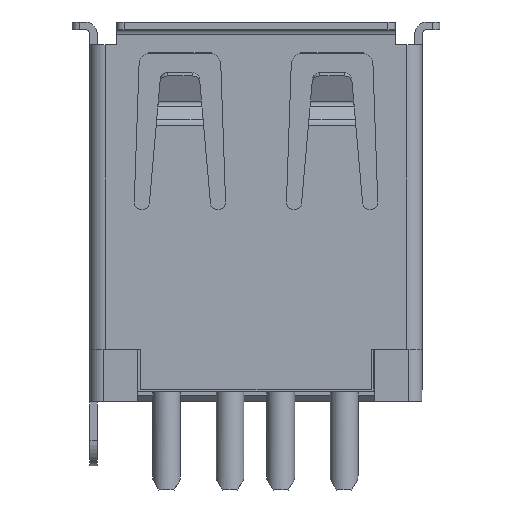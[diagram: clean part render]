
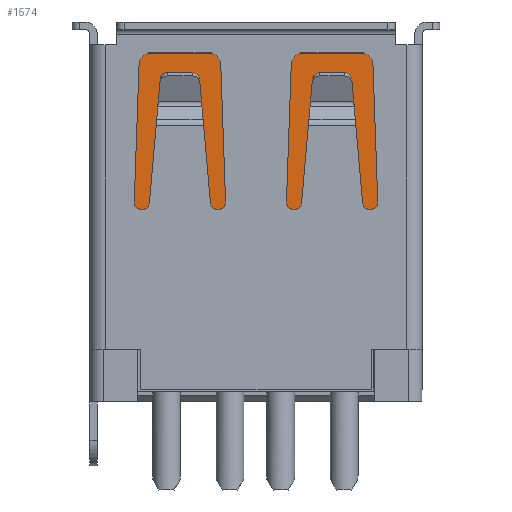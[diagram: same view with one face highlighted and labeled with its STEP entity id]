
A CAD part, left-side view. The second image highlights one B-rep face of the part: STEP entity #1574.
In plain terms, the highlighted planar face has unit normal (-1, 0, 0).
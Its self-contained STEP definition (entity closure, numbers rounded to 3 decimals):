
#77 = DIRECTION ( 'NONE',  ( -1., 0., 0. ) ) ;
#573 = EDGE_CURVE ( 'NONE', #5626, #9918, #17059, .T. ) ;
#1574 = ADVANCED_FACE ( 'NONE', ( #7249 ), #4131, .T. ) ;
#1582 = LINE ( 'NONE', #3882, #15151 ) ;
#1886 = ORIENTED_EDGE ( 'NONE', *, *, #9538, .T. ) ;
#3280 = CARTESIAN_POINT ( 'NONE',  ( -1.25, -9.221, 6.071 ) ) ;
#3882 = CARTESIAN_POINT ( 'NONE',  ( -1.25, 5.377, 13.542 ) ) ;
#4131 = PLANE ( 'NONE',  #7547 ) ;
#4636 = DIRECTION ( 'NONE',  ( 0., 1., 0. ) ) ;
#4828 = VERTEX_POINT ( 'NONE', #5151 ) ;
#5151 = CARTESIAN_POINT ( 'NONE',  ( -1.25, 5.377, 13.542 ) ) ;
#5626 = VERTEX_POINT ( 'NONE', #13829 ) ;
#7249 = FACE_OUTER_BOUND ( 'NONE', #15020, .T. ) ;
#7307 = VECTOR ( 'NONE', #12048, 1000. ) ;
#7547 = AXIS2_PLACEMENT_3D ( 'NONE', #16331, #77, #9555 ) ;
#8317 = DIRECTION ( 'NONE',  ( 0., 0., -1. ) ) ;
#8392 = ORIENTED_EDGE ( 'NONE', *, *, #573, .F. ) ;
#8951 = VECTOR ( 'NONE', #8317, 1000. ) ;
#8968 = CARTESIAN_POINT ( 'NONE',  ( -1.25, -5.377, 13.542 ) ) ;
#9538 = EDGE_CURVE ( 'NONE', #9998, #4828, #11371, .T. ) ;
#9555 = DIRECTION ( 'NONE',  ( 0., 0., 1. ) ) ;
#9918 = VERTEX_POINT ( 'NONE', #10075 ) ;
#9998 = VERTEX_POINT ( 'NONE', #8968 ) ;
#10075 = CARTESIAN_POINT ( 'NONE',  ( -1.25, 5.377, 6.071 ) ) ;
#10492 = ORIENTED_EDGE ( 'NONE', *, *, #15183, .F. ) ;
#10647 = CARTESIAN_POINT ( 'NONE',  ( -1.25, -12.211, 13.542 ) ) ;
#11371 = LINE ( 'NONE', #10647, #7307 ) ;
#12048 = DIRECTION ( 'NONE',  ( 0., 1., 0. ) ) ;
#12374 = CARTESIAN_POINT ( 'NONE',  ( -1.25, -5.377, 9.806 ) ) ;
#12792 = EDGE_CURVE ( 'NONE', #9998, #5626, #16179, .T. ) ;
#13456 = VECTOR ( 'NONE', #4636, 1000. ) ;
#13704 = ORIENTED_EDGE ( 'NONE', *, *, #12792, .F. ) ;
#13829 = CARTESIAN_POINT ( 'NONE',  ( -1.25, -5.377, 6.071 ) ) ;
#14726 = DIRECTION ( 'NONE',  ( 0., 0., 1. ) ) ;
#15020 = EDGE_LOOP ( 'NONE', ( #8392, #13704, #1886, #10492 ) ) ;
#15151 = VECTOR ( 'NONE', #14726, 1000. ) ;
#15183 = EDGE_CURVE ( 'NONE', #9918, #4828, #1582, .T. ) ;
#16179 = LINE ( 'NONE', #12374, #8951 ) ;
#16331 = CARTESIAN_POINT ( 'NONE',  ( -1.25, -12.211, 13.542 ) ) ;
#17059 = LINE ( 'NONE', #3280, #13456 ) ;
